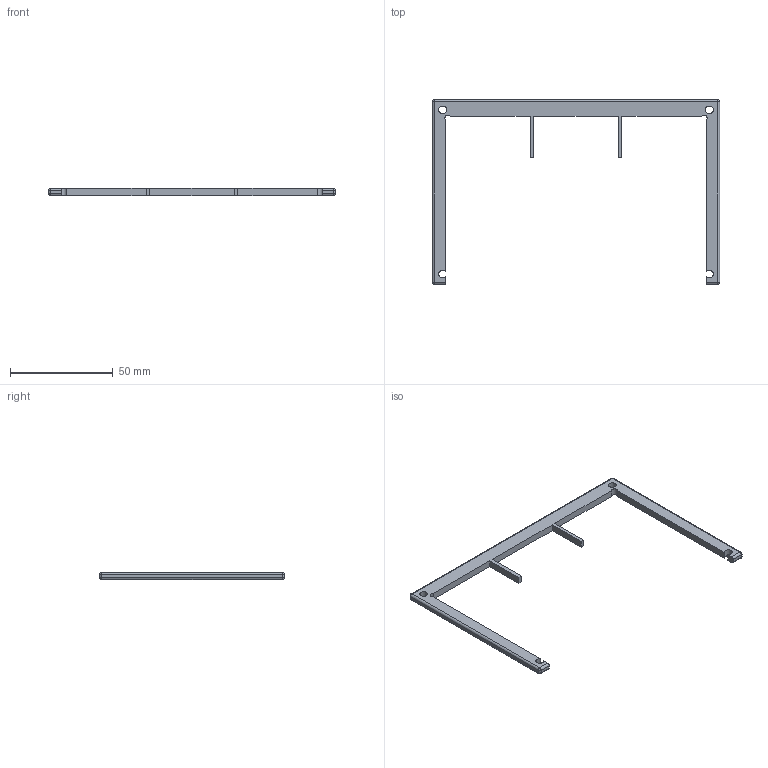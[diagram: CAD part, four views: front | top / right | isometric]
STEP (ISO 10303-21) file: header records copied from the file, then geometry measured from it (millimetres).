
FILE_DESCRIPTION(/* description */ (''),/* implementation_level */ '2;1');
FILE_NAME(/* name */ '13_TH_Top.stp',/* time_stamp */ '2024-06-04T16:01:03+02:00',/* author */ ('JN'),/* organization */ (''),/* preprocessor_version */ 'ST-DEVELOPER v18.1',/* originating_system */ 'Autodesk Inventor 2022',/* authorisation */ '');
FILE_SCHEMA (('AUTOMOTIVE_DESIGN { 1 0 10303 214 3 1 1 }'));
Length unit declared in the file: millimetre
Products named in the file (1): 13
Bounding box: 140 x 90 x 3.5 mm (x, y, z)
Volume: 7649.1 mm3; surface area: 6765.7 mm2
Topology: 1 solids, 1 shells, 48 faces, 114 edges, 68 vertices
Faces by surface type: cylinder 20, plane 20, sphere 8
Full cylindrical faces by diameter (mm): 3.8 x2
Entity records: 1415 total; most frequent: DIRECTION 252, CARTESIAN_POINT 231, ORIENTED_EDGE 228, EDGE_CURVE 114, AXIS2_PLACEMENT_3D 89, LINE 74, VECTOR 74, VERTEX_POINT 68
